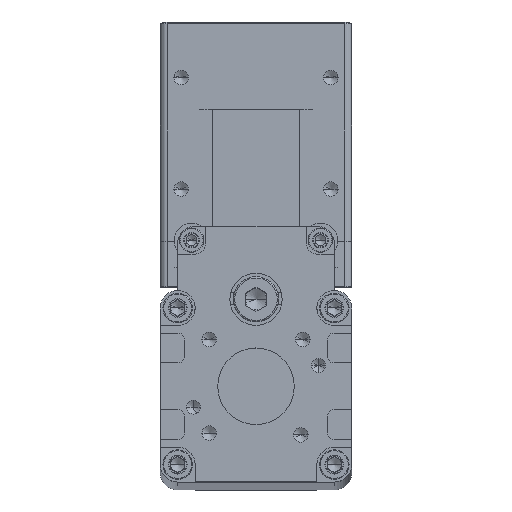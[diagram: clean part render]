
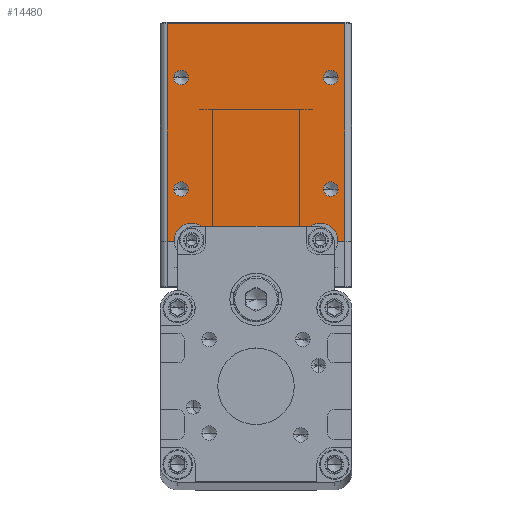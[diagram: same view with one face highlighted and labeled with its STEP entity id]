
A CAD part, top view. The second image highlights one B-rep face of the part: STEP entity #14480.
In plain terms, the highlighted planar face has unit normal (0, 0, 1).
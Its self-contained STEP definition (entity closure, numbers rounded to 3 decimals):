
#154 = EDGE_LOOP ( 'NONE', ( #17838, #8653 ) ) ;
#233 = CARTESIAN_POINT ( 'NONE',  ( -21.5, 14., 80. ) ) ;
#243 = AXIS2_PLACEMENT_3D ( 'NONE', #6802, #32057, #19501 ) ;
#592 = EDGE_CURVE ( 'NONE', #2691, #24980, #32477, .T. ) ;
#595 = VERTEX_POINT ( 'NONE', #2826 ) ;
#773 = DIRECTION ( 'NONE',  ( -1., 0., 0. ) ) ;
#821 = FACE_OUTER_BOUND ( 'NONE', #3398, .T. ) ;
#1050 = AXIS2_PLACEMENT_3D ( 'NONE', #6934, #4426, #19133 ) ;
#1319 = CARTESIAN_POINT ( 'NONE',  ( 21.5, 14., 80. ) ) ;
#2168 = VECTOR ( 'NONE', #30079, 1000. ) ;
#2254 = CARTESIAN_POINT ( 'NONE',  ( 19.4, 14., 80. ) ) ;
#2408 = CARTESIAN_POINT ( 'NONE',  ( -23.6, -18., 80. ) ) ;
#2478 = ORIENTED_EDGE ( 'NONE', *, *, #23396, .F. ) ;
#2581 = VECTOR ( 'NONE', #24983, 1000. ) ;
#2691 = VERTEX_POINT ( 'NONE', #6501 ) ;
#2814 = EDGE_CURVE ( 'NONE', #25960, #28950, #17531, .T. ) ;
#2826 = CARTESIAN_POINT ( 'NONE',  ( -25.5, 29.5, 80. ) ) ;
#2846 = EDGE_CURVE ( 'NONE', #24980, #2691, #27342, .T. ) ;
#3285 = CARTESIAN_POINT ( 'NONE',  ( 27.5, 30., 80. ) ) ;
#3398 = EDGE_LOOP ( 'NONE', ( #28837, #16464, #30127, #21058 ) ) ;
#4167 = ORIENTED_EDGE ( 'NONE', *, *, #2846, .F. ) ;
#4426 = DIRECTION ( 'NONE',  ( 0., 0., 1. ) ) ;
#4546 = EDGE_LOOP ( 'NONE', ( #2478, #29206 ) ) ;
#4569 = ORIENTED_EDGE ( 'NONE', *, *, #19705, .F. ) ;
#4893 = ORIENTED_EDGE ( 'NONE', *, *, #23292, .F. ) ;
#5176 = EDGE_CURVE ( 'NONE', #11437, #13513, #8118, .T. ) ;
#6085 = AXIS2_PLACEMENT_3D ( 'NONE', #10388, #8088, #15659 ) ;
#6142 = EDGE_CURVE ( 'NONE', #28950, #595, #30806, .T. ) ;
#6159 = CIRCLE ( 'NONE', #27757, 2.1 ) ;
#6501 = CARTESIAN_POINT ( 'NONE',  ( -23.6, 14., 80. ) ) ;
#6802 = CARTESIAN_POINT ( 'NONE',  ( 21.5, -18., 80. ) ) ;
#6934 = CARTESIAN_POINT ( 'NONE',  ( -21.5, -18., 80. ) ) ;
#7634 = DIRECTION ( 'NONE',  ( 1., 0., 0. ) ) ;
#8088 = DIRECTION ( 'NONE',  ( 0., 0., 1. ) ) ;
#8118 = CIRCLE ( 'NONE', #243, 2.1 ) ;
#8390 = DIRECTION ( 'NONE',  ( 0., 1., 0. ) ) ;
#8554 = DIRECTION ( 'NONE',  ( 0., 0., 1. ) ) ;
#8653 = ORIENTED_EDGE ( 'NONE', *, *, #11761, .F. ) ;
#8698 = EDGE_LOOP ( 'NONE', ( #4167, #15698 ) ) ;
#9194 = CIRCLE ( 'NONE', #9727, 2.1 ) ;
#9242 = AXIS2_PLACEMENT_3D ( 'NONE', #31038, #8554, #21124 ) ;
#9415 = LINE ( 'NONE', #24452, #2168 ) ;
#9499 = CARTESIAN_POINT ( 'NONE',  ( 27.5, -33., 80. ) ) ;
#9727 = AXIS2_PLACEMENT_3D ( 'NONE', #16472, #16306, #26389 ) ;
#9993 = VECTOR ( 'NONE', #27352, 1000. ) ;
#10044 = DIRECTION ( 'NONE',  ( 0., 0., 1. ) ) ;
#10102 = DIRECTION ( 'NONE',  ( 0., 0., 1. ) ) ;
#10388 = CARTESIAN_POINT ( 'NONE',  ( 21.5, 14., 80. ) ) ;
#10985 = AXIS2_PLACEMENT_3D ( 'NONE', #233, #10102, #7634 ) ;
#11072 = AXIS2_PLACEMENT_3D ( 'NONE', #22746, #10044, #12483 ) ;
#11437 = VERTEX_POINT ( 'NONE', #25448 ) ;
#11761 = EDGE_CURVE ( 'NONE', #22495, #19111, #30601, .T. ) ;
#12483 = DIRECTION ( 'NONE',  ( 1., 0., 0. ) ) ;
#12985 = FACE_BOUND ( 'NONE', #13826, .T. ) ;
#13513 = VERTEX_POINT ( 'NONE', #19067 ) ;
#13826 = EDGE_LOOP ( 'NONE', ( #4569, #4893 ) ) ;
#14276 = LINE ( 'NONE', #9499, #9993 ) ;
#14480 = ADVANCED_FACE ( 'NONE', ( #31026, #17988, #12985, #18144, #821 ), #20617, .F. ) ;
#15031 = CARTESIAN_POINT ( 'NONE',  ( 23.6, 14., 80. ) ) ;
#15659 = DIRECTION ( 'NONE',  ( 1., 0., 0. ) ) ;
#15698 = ORIENTED_EDGE ( 'NONE', *, *, #592, .F. ) ;
#16306 = DIRECTION ( 'NONE',  ( 0., 0., 1. ) ) ;
#16464 = ORIENTED_EDGE ( 'NONE', *, *, #6142, .T. ) ;
#16472 = CARTESIAN_POINT ( 'NONE',  ( 21.5, -18., 80. ) ) ;
#17531 = LINE ( 'NONE', #17871, #2581 ) ;
#17838 = ORIENTED_EDGE ( 'NONE', *, *, #28889, .F. ) ;
#17871 = CARTESIAN_POINT ( 'NONE',  ( 25.5, 30., 80. ) ) ;
#17988 = FACE_BOUND ( 'NONE', #154, .T. ) ;
#18144 = FACE_BOUND ( 'NONE', #4546, .T. ) ;
#18706 = CARTESIAN_POINT ( 'NONE',  ( 25.5, -33., 80. ) ) ;
#19067 = CARTESIAN_POINT ( 'NONE',  ( 23.6, -18., 80. ) ) ;
#19111 = VERTEX_POINT ( 'NONE', #32106 ) ;
#19133 = DIRECTION ( 'NONE',  ( 1., 0., 0. ) ) ;
#19501 = DIRECTION ( 'NONE',  ( 1., 0., 0. ) ) ;
#19705 = EDGE_CURVE ( 'NONE', #26160, #23938, #6159, .T. ) ;
#19945 = VECTOR ( 'NONE', #773, 1000. ) ;
#20294 = CIRCLE ( 'NONE', #6085, 2.1 ) ;
#20617 = PLANE ( 'NONE',  #30090 ) ;
#20727 = CARTESIAN_POINT ( 'NONE',  ( 27.5, 29.5, 80. ) ) ;
#21058 = ORIENTED_EDGE ( 'NONE', *, *, #24970, .F. ) ;
#21124 = DIRECTION ( 'NONE',  ( 1., 0., 0. ) ) ;
#21617 = DIRECTION ( 'NONE',  ( 1., 0., 0. ) ) ;
#22088 = CARTESIAN_POINT ( 'NONE',  ( -25.5, -33., 80. ) ) ;
#22495 = VERTEX_POINT ( 'NONE', #2408 ) ;
#22746 = CARTESIAN_POINT ( 'NONE',  ( -21.5, -18., 80. ) ) ;
#23292 = EDGE_CURVE ( 'NONE', #23938, #26160, #20294, .T. ) ;
#23396 = EDGE_CURVE ( 'NONE', #13513, #11437, #9194, .T. ) ;
#23938 = VERTEX_POINT ( 'NONE', #2254 ) ;
#24265 = DIRECTION ( 'NONE',  ( 0., 0., 1. ) ) ;
#24380 = CARTESIAN_POINT ( 'NONE',  ( -19.4, 14., 80. ) ) ;
#24452 = CARTESIAN_POINT ( 'NONE',  ( -25.5, 30., 80. ) ) ;
#24576 = CARTESIAN_POINT ( 'NONE',  ( 25.5, 29.5, 80. ) ) ;
#24970 = EDGE_CURVE ( 'NONE', #25960, #31386, #14276, .T. ) ;
#24980 = VERTEX_POINT ( 'NONE', #24380 ) ;
#24983 = DIRECTION ( 'NONE',  ( 0., 1., 0. ) ) ;
#25448 = CARTESIAN_POINT ( 'NONE',  ( 19.4, -18., 80. ) ) ;
#25960 = VERTEX_POINT ( 'NONE', #18706 ) ;
#26160 = VERTEX_POINT ( 'NONE', #15031 ) ;
#26389 = DIRECTION ( 'NONE',  ( 1., 0., 0. ) ) ;
#27342 = CIRCLE ( 'NONE', #10985, 2.1 ) ;
#27352 = DIRECTION ( 'NONE',  ( -1., 0., 0. ) ) ;
#27757 = AXIS2_PLACEMENT_3D ( 'NONE', #1319, #24265, #21617 ) ;
#28433 = CIRCLE ( 'NONE', #1050, 2.1 ) ;
#28837 = ORIENTED_EDGE ( 'NONE', *, *, #2814, .T. ) ;
#28889 = EDGE_CURVE ( 'NONE', #19111, #22495, #28433, .T. ) ;
#28950 = VERTEX_POINT ( 'NONE', #24576 ) ;
#29206 = ORIENTED_EDGE ( 'NONE', *, *, #5176, .F. ) ;
#30079 = DIRECTION ( 'NONE',  ( 0., -1., 0. ) ) ;
#30090 = AXIS2_PLACEMENT_3D ( 'NONE', #3285, #31196, #8390 ) ;
#30127 = ORIENTED_EDGE ( 'NONE', *, *, #31028, .T. ) ;
#30601 = CIRCLE ( 'NONE', #11072, 2.1 ) ;
#30806 = LINE ( 'NONE', #20727, #19945 ) ;
#31026 = FACE_BOUND ( 'NONE', #8698, .T. ) ;
#31028 = EDGE_CURVE ( 'NONE', #595, #31386, #9415, .T. ) ;
#31038 = CARTESIAN_POINT ( 'NONE',  ( -21.5, 14., 80. ) ) ;
#31196 = DIRECTION ( 'NONE',  ( 0., 0., -1. ) ) ;
#31386 = VERTEX_POINT ( 'NONE', #22088 ) ;
#32057 = DIRECTION ( 'NONE',  ( 0., 0., 1. ) ) ;
#32106 = CARTESIAN_POINT ( 'NONE',  ( -19.4, -18., 80. ) ) ;
#32477 = CIRCLE ( 'NONE', #9242, 2.1 ) ;
